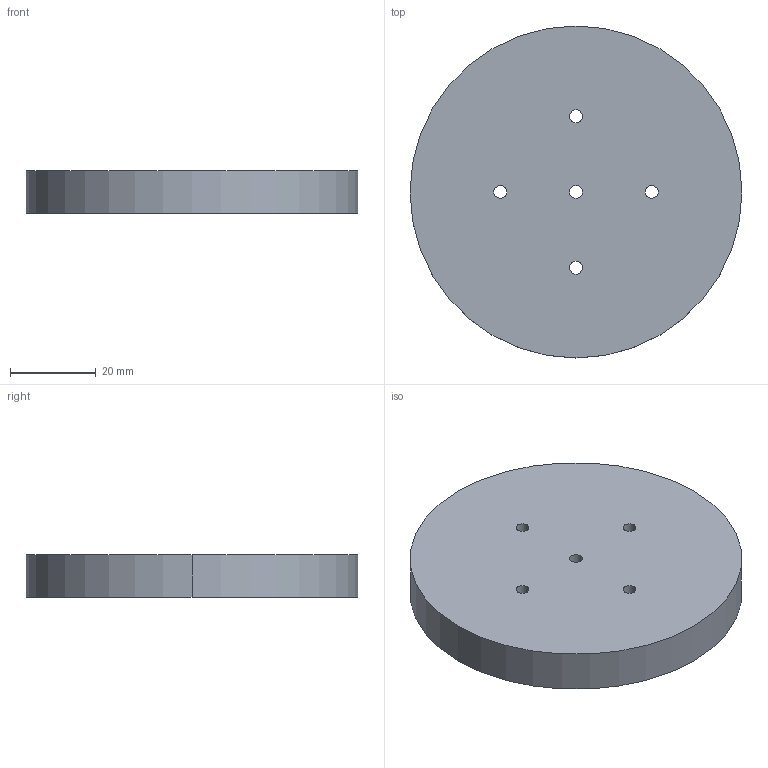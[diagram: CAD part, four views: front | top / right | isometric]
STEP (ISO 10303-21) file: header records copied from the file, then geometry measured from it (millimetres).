
FILE_DESCRIPTION (( 'STEP AP214' ), '1' );
FILE_NAME ('奻裔.STEP', '2019-11-20T12:14:14', ( '' ), ( '' ), 'SwSTEP 2.0', 'SolidWorks 2020', '' );
FILE_SCHEMA (( 'AUTOMOTIVE_DESIGN' ));
Length unit declared in the file: millimetre
Products named in the file (3): 奻裔錨璃; 奻裔; ﾉﾏｸﾇｳﾝﾂﾖ_ﾉﾏｸﾇｳﾝﾂﾖ
Assembly tree (2 placements, depth 2):
  奻裔
    奻裔錨璃
    ﾉﾏｸﾇｳﾝﾂﾖ_ﾉﾏｸﾇｳﾝﾂﾖ
Bounding box: 77.5 x 77.5 x 10 mm (x, y, z)
Volume: 19033.1 mm3; surface area: 15554.4 mm2
Topology: 2 solids, 2 shells, 181 faces, 525 edges, 350 vertices
Faces by surface type: cylinder 175, plane 6
Entity records: 6323 total; most frequent: DIRECTION 1247, CARTESIAN_POINT 1061, ORIENTED_EDGE 1050, AXIS2_PLACEMENT_3D 536, EDGE_CURVE 525, CIRCLE 350, VERTEX_POINT 350, EDGE_LOOP 195
